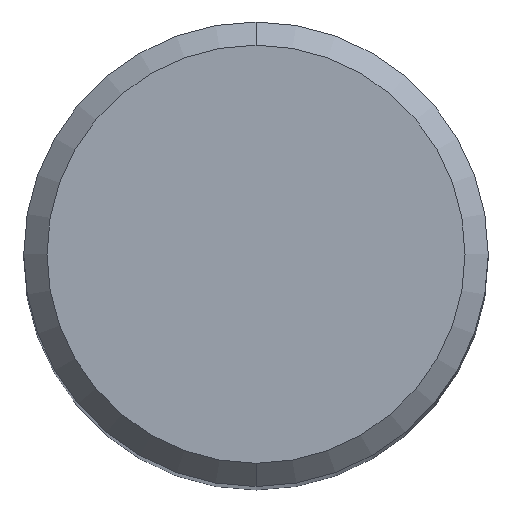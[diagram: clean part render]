
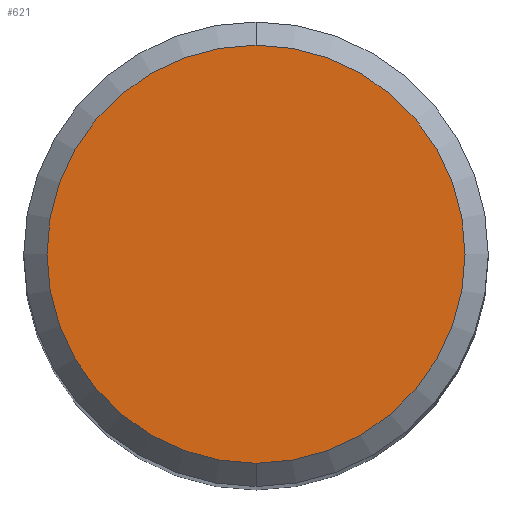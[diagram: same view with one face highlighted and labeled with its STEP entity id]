
A CAD part, top view. The second image highlights one B-rep face of the part: STEP entity #621.
In plain terms, the highlighted planar face has unit normal (0, 0, 1).
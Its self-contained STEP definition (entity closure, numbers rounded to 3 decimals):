
#391=EDGE_CURVE('',#401,#485,#1032,.T.);
#401=VERTEX_POINT('',#1043);
#485=VERTEX_POINT('',#1135);
#621=ADVANCED_FACE('',(#1282),#1283,.T.);
#895=EDGE_CURVE('',#485,#401,#1581,.T.);
#1032=CIRCLE('',#1908,5.4);
#1043=CARTESIAN_POINT('',(0.0,5.4,0.0));
#1135=CARTESIAN_POINT('',(0.,-5.4,0.0));
#1282=FACE_OUTER_BOUND('',#4441,.T.);
#1283=PLANE('',#4442);
#1581=CIRCLE('',#9321,5.4);
#1908=AXIS2_PLACEMENT_3D('',#9630,#9631,#9632);
#4441=EDGE_LOOP('',(#9856,#9857));
#4442=AXIS2_PLACEMENT_3D('',#9858,#9859,#9860);
#9321=AXIS2_PLACEMENT_3D('',#10193,#10194,#10195);
#9630=CARTESIAN_POINT('',(0.0,0.0,0.0));
#9631=DIRECTION('',(0.0,0.0,-1.0));
#9632=DIRECTION('',(0.0,1.0,0.0));
#9856=ORIENTED_EDGE('',*,*,#391,.F.);
#9857=ORIENTED_EDGE('',*,*,#895,.F.);
#9858=CARTESIAN_POINT('',(0.0,2.7,0.0));
#9859=DIRECTION('',(-0.0,0.0,1.0));
#9860=DIRECTION('',(0.0,-1.0,0.0));
#10193=CARTESIAN_POINT('',(0.0,0.0,0.0));
#10194=DIRECTION('',(0.0,0.0,-1.0));
#10195=DIRECTION('',(0.0,1.0,0.0));
